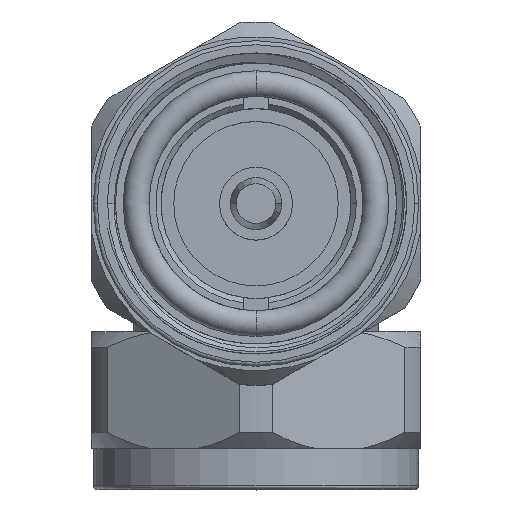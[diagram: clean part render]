
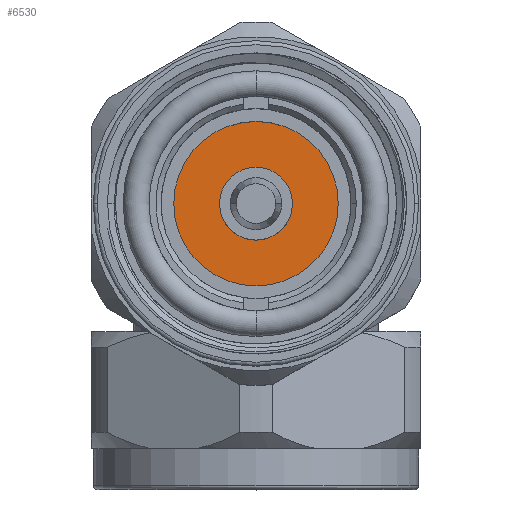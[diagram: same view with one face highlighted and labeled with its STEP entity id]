
A CAD part, top view. The second image highlights one B-rep face of the part: STEP entity #6530.
In plain terms, the highlighted face is planar.
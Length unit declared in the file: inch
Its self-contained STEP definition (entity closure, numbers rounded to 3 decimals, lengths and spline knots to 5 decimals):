
#102 = VERTEX_POINT ( 'NONE', #8733 ) ;
#189 = VERTEX_POINT ( 'NONE', #1982 ) ;
#245 = CARTESIAN_POINT ( 'NONE',  ( 0.563, 0., 0. ) ) ;
#311 = CARTESIAN_POINT ( 'NONE',  ( 0.563, 0., 0.31201 ) ) ;
#450 = EDGE_CURVE ( 'NONE', #102, #189, #9867, .T. ) ;
#487 = AXIS2_PLACEMENT_3D ( 'NONE', #10947, #496, #1379 ) ;
#496 = DIRECTION ( 'NONE',  ( -1., 0., 0. ) ) ;
#1098 = CIRCLE ( 'NONE', #8323, 0.31201 ) ;
#1160 = DIRECTION ( 'NONE',  ( 0., 0., -1. ) ) ;
#1312 = DIRECTION ( 'NONE',  ( -1., 0., 0. ) ) ;
#1379 = DIRECTION ( 'NONE',  ( 0., 0., -1. ) ) ;
#1423 = DIRECTION ( 'NONE',  ( 0., 0., -1. ) ) ;
#1631 = VERTEX_POINT ( 'NONE', #311 ) ;
#1775 = DIRECTION ( 'NONE',  ( -1., 0., 0. ) ) ;
#1847 = CARTESIAN_POINT ( 'NONE',  ( 0.563, 0., 0. ) ) ;
#1982 = CARTESIAN_POINT ( 'NONE',  ( 0.563, 0., 0.138 ) ) ;
#2174 = AXIS2_PLACEMENT_3D ( 'NONE', #9169, #1312, #1423 ) ;
#2405 = ORIENTED_EDGE ( 'NONE', *, *, #450, .F. ) ;
#2472 = EDGE_CURVE ( 'NONE', #1631, #9754, #1098, .T. ) ;
#2928 = ORIENTED_EDGE ( 'NONE', *, *, #11164, .T. ) ;
#3453 = EDGE_LOOP ( 'NONE', ( #2405, #8280 ) ) ;
#4163 = CARTESIAN_POINT ( 'NONE',  ( 0.563, 0., 0. ) ) ;
#4511 = AXIS2_PLACEMENT_3D ( 'NONE', #245, #6373, #1160 ) ;
#4699 = FACE_BOUND ( 'NONE', #3453, .T. ) ;
#6022 = CARTESIAN_POINT ( 'NONE',  ( 0.563, 0., -0.31201 ) ) ;
#6373 = DIRECTION ( 'NONE',  ( 1., 0., 0. ) ) ;
#6530 = ADVANCED_FACE ( 'NONE', ( #4699, #7240 ), #8049, .F. ) ;
#6694 = CIRCLE ( 'NONE', #8786, 0.138 ) ;
#7240 = FACE_OUTER_BOUND ( 'NONE', #10704, .T. ) ;
#7508 = EDGE_CURVE ( 'NONE', #189, #102, #6694, .T. ) ;
#8049 = PLANE ( 'NONE',  #4511 ) ;
#8280 = ORIENTED_EDGE ( 'NONE', *, *, #7508, .F. ) ;
#8323 = AXIS2_PLACEMENT_3D ( 'NONE', #4163, #10263, #8677 ) ;
#8677 = DIRECTION ( 'NONE',  ( 0., 0., -1. ) ) ;
#8733 = CARTESIAN_POINT ( 'NONE',  ( 0.563, 0., -0.138 ) ) ;
#8786 = AXIS2_PLACEMENT_3D ( 'NONE', #1847, #1775, #10550 ) ;
#8986 = CIRCLE ( 'NONE', #487, 0.31201 ) ;
#9169 = CARTESIAN_POINT ( 'NONE',  ( 0.563, 0., 0. ) ) ;
#9754 = VERTEX_POINT ( 'NONE', #6022 ) ;
#9867 = CIRCLE ( 'NONE', #2174, 0.138 ) ;
#10263 = DIRECTION ( 'NONE',  ( -1., 0., 0. ) ) ;
#10550 = DIRECTION ( 'NONE',  ( 0., 0., -1. ) ) ;
#10704 = EDGE_LOOP ( 'NONE', ( #11039, #2928 ) ) ;
#10947 = CARTESIAN_POINT ( 'NONE',  ( 0.563, 0., 0. ) ) ;
#11039 = ORIENTED_EDGE ( 'NONE', *, *, #2472, .T. ) ;
#11164 = EDGE_CURVE ( 'NONE', #9754, #1631, #8986, .T. ) ;
